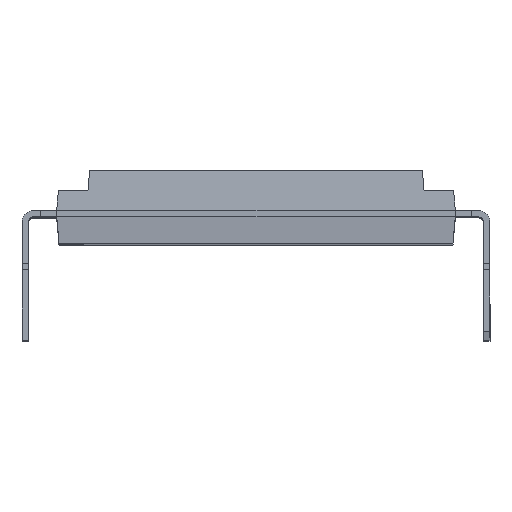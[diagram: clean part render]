
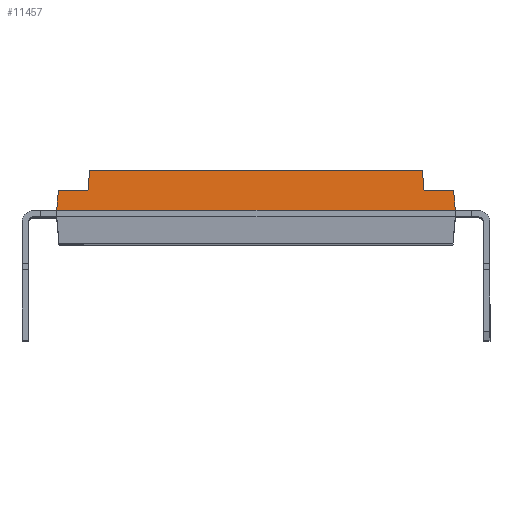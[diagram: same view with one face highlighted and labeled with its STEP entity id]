
A CAD part, top view. The second image highlights one B-rep face of the part: STEP entity #11457.
In plain terms, the highlighted planar face has unit normal (0, 0.087, 0.996).
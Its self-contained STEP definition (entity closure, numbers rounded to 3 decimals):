
#11 = LINE ( 'NONE', #10019, #7488 ) ;
#32 = FACE_OUTER_BOUND ( 'NONE', #4269, .T. ) ;
#128 = DIRECTION ( 'NONE',  ( 1., 0., 0. ) ) ;
#331 = LINE ( 'NONE', #3229, #15382 ) ;
#430 = DIRECTION ( 'NONE',  ( 1., 0., 0. ) ) ;
#469 = VERTEX_POINT ( 'NONE', #14322 ) ;
#601 = LINE ( 'NONE', #13237, #1038 ) ;
#861 = ORIENTED_EDGE ( 'NONE', *, *, #3992, .F. ) ;
#1038 = VECTOR ( 'NONE', #15012, 1000. ) ;
#1400 = ORIENTED_EDGE ( 'NONE', *, *, #17284, .T. ) ;
#2489 = VERTEX_POINT ( 'NONE', #3906 ) ;
#3158 = CARTESIAN_POINT ( 'NONE',  ( 15.025, 10.025, 26.775 ) ) ;
#3229 = CARTESIAN_POINT ( 'NONE',  ( 0., 7.7, 26.979 ) ) ;
#3854 = CARTESIAN_POINT ( 'NONE',  ( 12.837, 8.815, 26.881 ) ) ;
#3906 = CARTESIAN_POINT ( 'NONE',  ( 13.07, 6.15, 27.114 ) ) ;
#3931 = VERTEX_POINT ( 'NONE', #8347 ) ;
#3992 = EDGE_CURVE ( 'NONE', #15198, #3931, #11, .T. ) ;
#4224 = DIRECTION ( 'NONE',  ( -0.087, -0.992, 0.087 ) ) ;
#4269 = EDGE_LOOP ( 'NONE', ( #8103, #16323, #7395, #861, #1400, #16889, #17685, #6840 ) ) ;
#4317 = VERTEX_POINT ( 'NONE', #9712 ) ;
#4506 = CARTESIAN_POINT ( 'NONE',  ( 0., 6.15, 27.114 ) ) ;
#4788 = CARTESIAN_POINT ( 'NONE',  ( -13.07, 6.15, 27.114 ) ) ;
#5336 = LINE ( 'NONE', #3854, #11979 ) ;
#5620 = LINE ( 'NONE', #11343, #13875 ) ;
#5699 = VECTOR ( 'NONE', #10530, 1000. ) ;
#5978 = CARTESIAN_POINT ( 'NONE',  ( -12.934, 7.7, 26.979 ) ) ;
#6689 = VECTOR ( 'NONE', #12244, 1000. ) ;
#6840 = ORIENTED_EDGE ( 'NONE', *, *, #11093, .F. ) ;
#7229 = CARTESIAN_POINT ( 'NONE',  ( 0., 7.7, 26.979 ) ) ;
#7324 = PLANE ( 'NONE',  #14209 ) ;
#7395 = ORIENTED_EDGE ( 'NONE', *, *, #7635, .T. ) ;
#7488 = VECTOR ( 'NONE', #14421, 1000. ) ;
#7635 = EDGE_CURVE ( 'NONE', #469, #3931, #5620, .T. ) ;
#8103 = ORIENTED_EDGE ( 'NONE', *, *, #11102, .F. ) ;
#8347 = CARTESIAN_POINT ( 'NONE',  ( -15.5, 4.6, 27.25 ) ) ;
#9447 = LINE ( 'NONE', #4506, #6689 ) ;
#9712 = CARTESIAN_POINT ( 'NONE',  ( 12.934, 7.7, 26.979 ) ) ;
#9843 = DIRECTION ( 'NONE',  ( 0.087, -0.992, 0.087 ) ) ;
#9902 = CARTESIAN_POINT ( 'NONE',  ( 15.364, 6.15, 27.114 ) ) ;
#10019 = CARTESIAN_POINT ( 'NONE',  ( -15.5, 4.6, 27.25 ) ) ;
#10286 = LINE ( 'NONE', #14777, #12611 ) ;
#10317 = EDGE_CURVE ( 'NONE', #2489, #10551, #9447, .T. ) ;
#10530 = DIRECTION ( 'NONE',  ( -0.087, 0.992, -0.087 ) ) ;
#10551 = VERTEX_POINT ( 'NONE', #9902 ) ;
#11093 = EDGE_CURVE ( 'NONE', #18132, #4317, #331, .T. ) ;
#11102 = EDGE_CURVE ( 'NONE', #16583, #18132, #601, .T. ) ;
#11343 = CARTESIAN_POINT ( 'NONE',  ( -15.025, 10.025, 26.775 ) ) ;
#11457 = ADVANCED_FACE ( 'NONE', ( #32 ), #7324, .F. ) ;
#11979 = VECTOR ( 'NONE', #9843, 1000. ) ;
#12244 = DIRECTION ( 'NONE',  ( 1., 0., 0. ) ) ;
#12611 = VECTOR ( 'NONE', #15989, 1000. ) ;
#13161 = EDGE_CURVE ( 'NONE', #469, #16583, #10286, .T. ) ;
#13237 = CARTESIAN_POINT ( 'NONE',  ( -12.837, 8.815, 26.881 ) ) ;
#13578 = CARTESIAN_POINT ( 'NONE',  ( 15.5, 4.6, 27.25 ) ) ;
#13875 = VECTOR ( 'NONE', #4224, 1000. ) ;
#14209 = AXIS2_PLACEMENT_3D ( 'NONE', #7229, #15829, #128 ) ;
#14322 = CARTESIAN_POINT ( 'NONE',  ( -15.364, 6.15, 27.114 ) ) ;
#14421 = DIRECTION ( 'NONE',  ( -1., 0., 0. ) ) ;
#14777 = CARTESIAN_POINT ( 'NONE',  ( 0., 6.15, 27.114 ) ) ;
#15012 = DIRECTION ( 'NONE',  ( 0.087, 0.992, -0.087 ) ) ;
#15198 = VERTEX_POINT ( 'NONE', #13578 ) ;
#15382 = VECTOR ( 'NONE', #430, 1000. ) ;
#15829 = DIRECTION ( 'NONE',  ( 0., -0.087, -0.996 ) ) ;
#15989 = DIRECTION ( 'NONE',  ( 1., 0., 0. ) ) ;
#16055 = LINE ( 'NONE', #3158, #5699 ) ;
#16323 = ORIENTED_EDGE ( 'NONE', *, *, #13161, .F. ) ;
#16583 = VERTEX_POINT ( 'NONE', #4788 ) ;
#16664 = EDGE_CURVE ( 'NONE', #4317, #2489, #5336, .T. ) ;
#16889 = ORIENTED_EDGE ( 'NONE', *, *, #10317, .F. ) ;
#17284 = EDGE_CURVE ( 'NONE', #15198, #10551, #16055, .T. ) ;
#17685 = ORIENTED_EDGE ( 'NONE', *, *, #16664, .F. ) ;
#18132 = VERTEX_POINT ( 'NONE', #5978 ) ;
